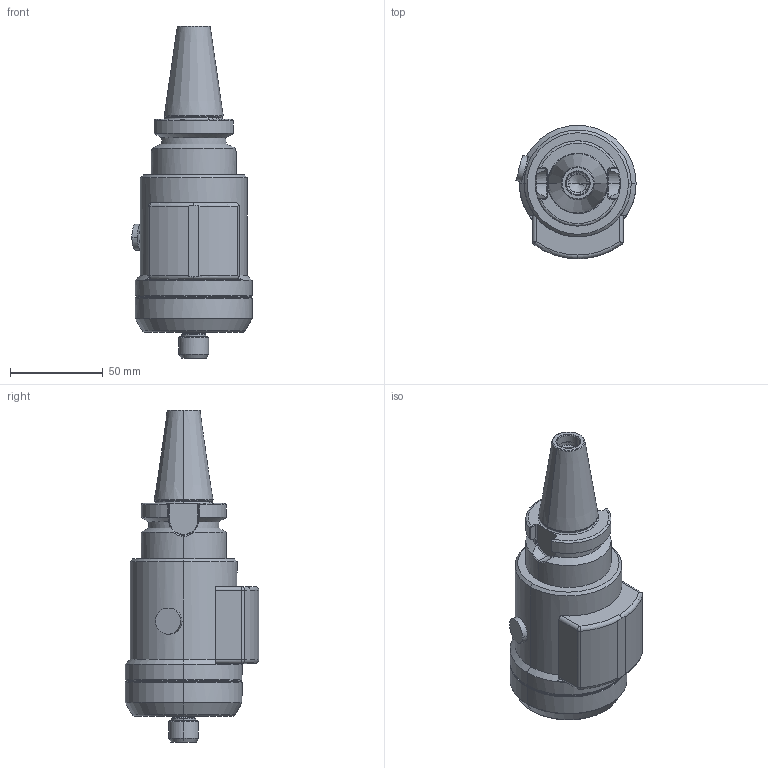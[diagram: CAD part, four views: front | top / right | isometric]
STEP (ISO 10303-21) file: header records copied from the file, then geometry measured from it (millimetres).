
FILE_DESCRIPTION(('CATIA V5 STEP','CAx-IF Rec.Pracs.--- Model Styling and Organization---1.2---2011-12-15'),'2;1');
FILE_NAME('TJS XXK BT30X.stp','2015-10-20T04:49:59+00:00',('none'),('none'),'CATIA Version 5 Release 21 SP 5 (IN-10)','CATIA V5 STEP AP214','none');
FILE_SCHEMA(('AUTOMOTIVE_DESIGN { 1 0 10303 214 1 1 1 1 }'));
Length unit declared in the file: millimetre
Products named in the file (1): TJS XXK BT30X
Bounding box: 64.88 x 72 x 179.15 mm (x, y, z)
Volume: 326338 mm3; surface area: 36765.3 mm2
Topology: 1 solids, 1 shells, 164 faces, 416 edges, 259 vertices
Faces by surface type: cylinder 52, cone 50, plane 42, torus 16, bspline 2, sphere 2
Entity records: 6186 total; most frequent: CARTESIAN_POINT 2533, ORIENTED_EDGE 820, DIRECTION 605, EDGE_CURVE 410, AXIS2_PLACEMENT_3D 285, VERTEX_POINT 259, EDGE_LOOP 175, ADVANCED_FACE 164
